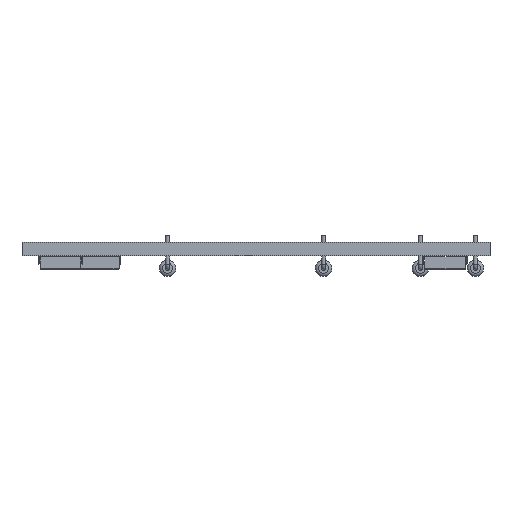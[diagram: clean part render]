
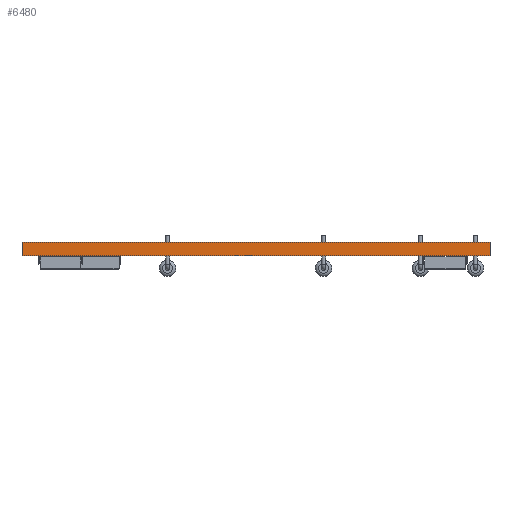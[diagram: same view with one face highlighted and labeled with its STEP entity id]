
A CAD part, front view. The second image highlights one B-rep face of the part: STEP entity #6480.
In plain terms, the highlighted planar face has unit normal (0, -1, 0).
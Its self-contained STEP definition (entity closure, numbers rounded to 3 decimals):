
#6480 = ADVANCED_FACE('',(#6481),#6495,.F.);
#6481 = FACE_BOUND('',#6482,.F.);
#6482 = EDGE_LOOP('',(#6483,#6518,#6546,#6574));
#6483 = ORIENTED_EDGE('',*,*,#6484,.T.);
#6484 = EDGE_CURVE('',#6485,#6487,#6489,.T.);
#6485 = VERTEX_POINT('',#6486);
#6486 = CARTESIAN_POINT('',(208.915,-85.725,0.));
#6487 = VERTEX_POINT('',#6488);
#6488 = CARTESIAN_POINT('',(208.915,-85.725,1.6));
#6489 = SURFACE_CURVE('',#6490,(#6494,#6506),.PCURVE_S1.);
#6490 = LINE('',#6491,#6492);
#6491 = CARTESIAN_POINT('',(208.915,-85.725,0.));
#6492 = VECTOR('',#6493,1.);
#6493 = DIRECTION('',(0.,0.,1.));
#6494 = PCURVE('',#6495,#6500);
#6495 = PLANE('',#6496);
#6496 = AXIS2_PLACEMENT_3D('',#6497,#6498,#6499);
#6497 = CARTESIAN_POINT('',(208.915,-85.725,0.));
#6498 = DIRECTION('',(0.,1.,0.));
#6499 = DIRECTION('',(1.,0.,0.));
#6500 = DEFINITIONAL_REPRESENTATION('',(#6501),#6505);
#6501 = LINE('',#6502,#6503);
#6502 = CARTESIAN_POINT('',(0.,0.));
#6503 = VECTOR('',#6504,1.);
#6504 = DIRECTION('',(0.,-1.));
#6505 = ( GEOMETRIC_REPRESENTATION_CONTEXT(2) 
PARAMETRIC_REPRESENTATION_CONTEXT() REPRESENTATION_CONTEXT('2D SPACE',''
  ) );
#6506 = PCURVE('',#6507,#6512);
#6507 = PLANE('',#6508);
#6508 = AXIS2_PLACEMENT_3D('',#6509,#6510,#6511);
#6509 = CARTESIAN_POINT('',(208.915,-18.669,0.));
#6510 = DIRECTION('',(1.,0.,-0.));
#6511 = DIRECTION('',(0.,-1.,0.));
#6512 = DEFINITIONAL_REPRESENTATION('',(#6513),#6517);
#6513 = LINE('',#6514,#6515);
#6514 = CARTESIAN_POINT('',(67.056,0.));
#6515 = VECTOR('',#6516,1.);
#6516 = DIRECTION('',(0.,-1.));
#6517 = ( GEOMETRIC_REPRESENTATION_CONTEXT(2) 
PARAMETRIC_REPRESENTATION_CONTEXT() REPRESENTATION_CONTEXT('2D SPACE',''
  ) );
#6518 = ORIENTED_EDGE('',*,*,#6519,.T.);
#6519 = EDGE_CURVE('',#6487,#6520,#6522,.T.);
#6520 = VERTEX_POINT('',#6521);
#6521 = CARTESIAN_POINT('',(266.065,-85.725,1.6));
#6522 = SURFACE_CURVE('',#6523,(#6527,#6534),.PCURVE_S1.);
#6523 = LINE('',#6524,#6525);
#6524 = CARTESIAN_POINT('',(208.915,-85.725,1.6));
#6525 = VECTOR('',#6526,1.);
#6526 = DIRECTION('',(1.,0.,0.));
#6527 = PCURVE('',#6495,#6528);
#6528 = DEFINITIONAL_REPRESENTATION('',(#6529),#6533);
#6529 = LINE('',#6530,#6531);
#6530 = CARTESIAN_POINT('',(0.,-1.6));
#6531 = VECTOR('',#6532,1.);
#6532 = DIRECTION('',(1.,0.));
#6533 = ( GEOMETRIC_REPRESENTATION_CONTEXT(2) 
PARAMETRIC_REPRESENTATION_CONTEXT() REPRESENTATION_CONTEXT('2D SPACE',''
  ) );
#6534 = PCURVE('',#6535,#6540);
#6535 = PLANE('',#6536);
#6536 = AXIS2_PLACEMENT_3D('',#6537,#6538,#6539);
#6537 = CARTESIAN_POINT('',(237.49,-52.197,1.6));
#6538 = DIRECTION('',(0.,0.,1.));
#6539 = DIRECTION('',(1.,0.,-0.));
#6540 = DEFINITIONAL_REPRESENTATION('',(#6541),#6545);
#6541 = LINE('',#6542,#6543);
#6542 = CARTESIAN_POINT('',(-28.575,-33.528));
#6543 = VECTOR('',#6544,1.);
#6544 = DIRECTION('',(1.,0.));
#6545 = ( GEOMETRIC_REPRESENTATION_CONTEXT(2) 
PARAMETRIC_REPRESENTATION_CONTEXT() REPRESENTATION_CONTEXT('2D SPACE',''
  ) );
#6546 = ORIENTED_EDGE('',*,*,#6547,.F.);
#6547 = EDGE_CURVE('',#6548,#6520,#6550,.T.);
#6548 = VERTEX_POINT('',#6549);
#6549 = CARTESIAN_POINT('',(266.065,-85.725,0.));
#6550 = SURFACE_CURVE('',#6551,(#6555,#6562),.PCURVE_S1.);
#6551 = LINE('',#6552,#6553);
#6552 = CARTESIAN_POINT('',(266.065,-85.725,0.));
#6553 = VECTOR('',#6554,1.);
#6554 = DIRECTION('',(0.,0.,1.));
#6555 = PCURVE('',#6495,#6556);
#6556 = DEFINITIONAL_REPRESENTATION('',(#6557),#6561);
#6557 = LINE('',#6558,#6559);
#6558 = CARTESIAN_POINT('',(57.15,0.));
#6559 = VECTOR('',#6560,1.);
#6560 = DIRECTION('',(0.,-1.));
#6561 = ( GEOMETRIC_REPRESENTATION_CONTEXT(2) 
PARAMETRIC_REPRESENTATION_CONTEXT() REPRESENTATION_CONTEXT('2D SPACE',''
  ) );
#6562 = PCURVE('',#6563,#6568);
#6563 = PLANE('',#6564);
#6564 = AXIS2_PLACEMENT_3D('',#6565,#6566,#6567);
#6565 = CARTESIAN_POINT('',(266.065,-85.725,0.));
#6566 = DIRECTION('',(-1.,0.,0.));
#6567 = DIRECTION('',(0.,1.,0.));
#6568 = DEFINITIONAL_REPRESENTATION('',(#6569),#6573);
#6569 = LINE('',#6570,#6571);
#6570 = CARTESIAN_POINT('',(0.,0.));
#6571 = VECTOR('',#6572,1.);
#6572 = DIRECTION('',(0.,-1.));
#6573 = ( GEOMETRIC_REPRESENTATION_CONTEXT(2) 
PARAMETRIC_REPRESENTATION_CONTEXT() REPRESENTATION_CONTEXT('2D SPACE',''
  ) );
#6574 = ORIENTED_EDGE('',*,*,#6575,.F.);
#6575 = EDGE_CURVE('',#6485,#6548,#6576,.T.);
#6576 = SURFACE_CURVE('',#6577,(#6581,#6588),.PCURVE_S1.);
#6577 = LINE('',#6578,#6579);
#6578 = CARTESIAN_POINT('',(208.915,-85.725,0.));
#6579 = VECTOR('',#6580,1.);
#6580 = DIRECTION('',(1.,0.,0.));
#6581 = PCURVE('',#6495,#6582);
#6582 = DEFINITIONAL_REPRESENTATION('',(#6583),#6587);
#6583 = LINE('',#6584,#6585);
#6584 = CARTESIAN_POINT('',(0.,0.));
#6585 = VECTOR('',#6586,1.);
#6586 = DIRECTION('',(1.,0.));
#6587 = ( GEOMETRIC_REPRESENTATION_CONTEXT(2) 
PARAMETRIC_REPRESENTATION_CONTEXT() REPRESENTATION_CONTEXT('2D SPACE',''
  ) );
#6588 = PCURVE('',#6589,#6594);
#6589 = PLANE('',#6590);
#6590 = AXIS2_PLACEMENT_3D('',#6591,#6592,#6593);
#6591 = CARTESIAN_POINT('',(237.49,-52.197,0.));
#6592 = DIRECTION('',(0.,0.,1.));
#6593 = DIRECTION('',(1.,0.,-0.));
#6594 = DEFINITIONAL_REPRESENTATION('',(#6595),#6599);
#6595 = LINE('',#6596,#6597);
#6596 = CARTESIAN_POINT('',(-28.575,-33.528));
#6597 = VECTOR('',#6598,1.);
#6598 = DIRECTION('',(1.,0.));
#6599 = ( GEOMETRIC_REPRESENTATION_CONTEXT(2) 
PARAMETRIC_REPRESENTATION_CONTEXT() REPRESENTATION_CONTEXT('2D SPACE',''
  ) );
